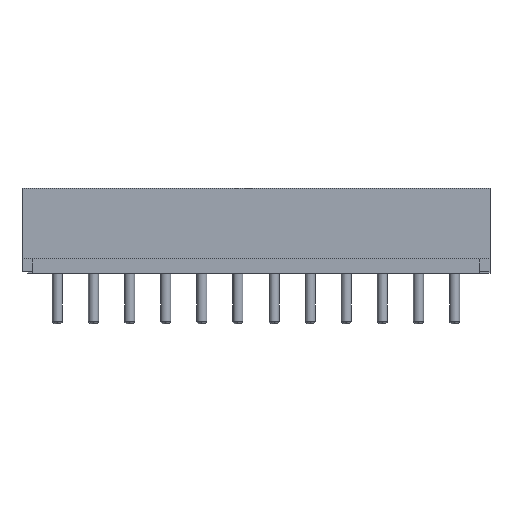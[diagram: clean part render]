
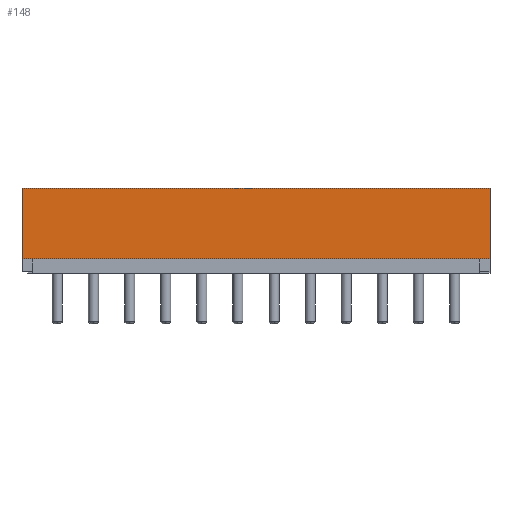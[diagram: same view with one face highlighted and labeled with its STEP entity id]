
A CAD part, top view. The second image highlights one B-rep face of the part: STEP entity #148.
In plain terms, the highlighted planar face has unit normal (0, 0, 1).
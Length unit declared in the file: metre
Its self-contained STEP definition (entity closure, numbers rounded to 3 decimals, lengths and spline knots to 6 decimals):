
#148 = ADVANCED_FACE( '', ( #456 ), #457, .T. );
#456 = FACE_OUTER_BOUND( '', #1958, .T. );
#457 = PLANE( '', #1959 );
#1958 = EDGE_LOOP( '', ( #3369, #3370, #3371, #3372 ) );
#1959 = AXIS2_PLACEMENT_3D( '', #3373, #3374, #3375 );
#3369 = ORIENTED_EDGE( '', *, *, #3987, .T. );
#3370 = ORIENTED_EDGE( '', *, *, #4091, .F. );
#3371 = ORIENTED_EDGE( '', *, *, #4198, .F. );
#3372 = ORIENTED_EDGE( '', *, *, #4030, .T. );
#3373 = CARTESIAN_POINT( '', ( -0.0162, -0.00295, 0.00247 ) );
#3374 = DIRECTION( '', ( 0., 0., 1. ) );
#3375 = DIRECTION( '', ( 1., 0., 0. ) );
#3987 = EDGE_CURVE( '', #4476, #4473, #4477, .T. );
#4030 = EDGE_CURVE( '', #4551, #4476, #4552, .T. );
#4091 = EDGE_CURVE( '', #4657, #4473, #4659, .T. );
#4198 = EDGE_CURVE( '', #4551, #4657, #4831, .T. );
#4473 = VERTEX_POINT( '', #5201 );
#4476 = VERTEX_POINT( '', #5205 );
#4477 = LINE( '', #5206, #5207 );
#4551 = VERTEX_POINT( '', #5310 );
#4552 = LINE( '', #5311, #5312 );
#4657 = VERTEX_POINT( '', #5438 );
#4659 = LINE( '', #5441, #5442 );
#4831 = LINE( '', #5674, #5675 );
#5201 = CARTESIAN_POINT( '', ( 0.0162, 0.00295, 0.00247 ) );
#5205 = CARTESIAN_POINT( '', ( 0.0162, -0.00195, 0.00247 ) );
#5206 = CARTESIAN_POINT( '', ( 0.0162, -0.00195, 0.00247 ) );
#5207 = VECTOR( '', #5983, 1. );
#5310 = CARTESIAN_POINT( '', ( -0.0162, -0.00195, 0.00247 ) );
#5311 = CARTESIAN_POINT( '', ( -0.0162, -0.00195, 0.00247 ) );
#5312 = VECTOR( '', #6052, 1. );
#5438 = CARTESIAN_POINT( '', ( -0.0162, 0.00295, 0.00247 ) );
#5441 = CARTESIAN_POINT( '', ( -0.0162, 0.00295, 0.00247 ) );
#5442 = VECTOR( '', #6189, 1. );
#5674 = CARTESIAN_POINT( '', ( -0.0162, -0.00195, 0.00247 ) );
#5675 = VECTOR( '', #6388, 1. );
#5983 = DIRECTION( '', ( 0., 1., 0. ) );
#6052 = DIRECTION( '', ( 1., 0., 0. ) );
#6189 = DIRECTION( '', ( 1., 0., 0. ) );
#6388 = DIRECTION( '', ( 0., 1., 0. ) );
